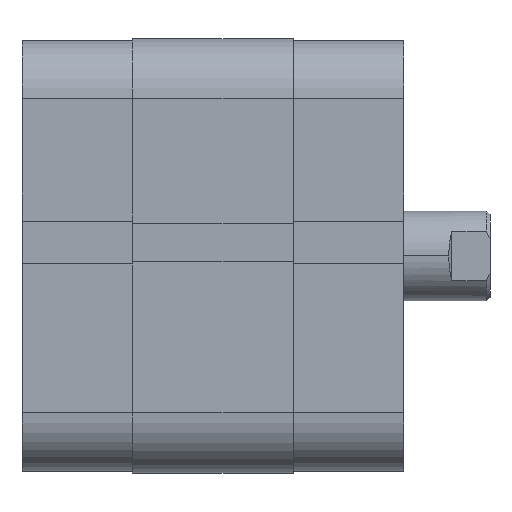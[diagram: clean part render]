
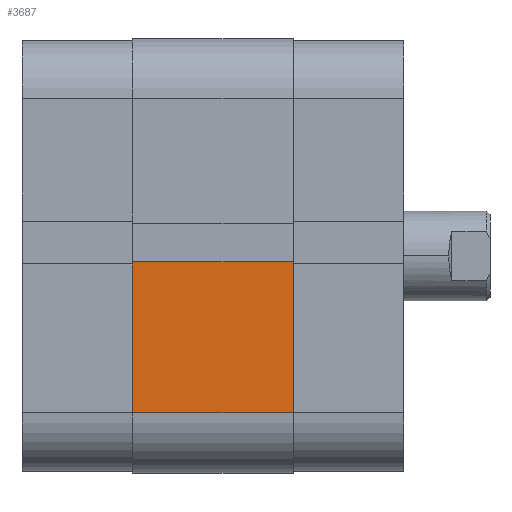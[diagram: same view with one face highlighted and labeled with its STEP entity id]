
A CAD part, top view. The second image highlights one B-rep face of the part: STEP entity #3687.
In plain terms, the highlighted face is planar.
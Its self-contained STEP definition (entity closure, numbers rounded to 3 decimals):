
#548 = PLANE ( 'NONE',  #2355 ) ;
#551 = CARTESIAN_POINT ( 'NONE',  ( 29., -63.941, 21.5 ) ) ;
#557 = DIRECTION ( 'NONE',  ( 1., 0., 0. ) ) ;
#558 = DIRECTION ( 'NONE',  ( 0., 1., 0. ) ) ;
#1133 = CARTESIAN_POINT ( 'NONE',  ( 29., 21., 0. ) ) ;
#1164 = CARTESIAN_POINT ( 'NONE',  ( 29., 0.85, 0. ) ) ;
#1224 = CARTESIAN_POINT ( 'NONE',  ( 29., 21., 21.5 ) ) ;
#1288 = CARTESIAN_POINT ( 'NONE',  ( 29., 0.85, 21.5 ) ) ;
#1681 = EDGE_CURVE ( 'NONE', #5243, #5151, #5049, .T. ) ;
#1730 = EDGE_CURVE ( 'NONE', #5307, #5182, #2553, .T. ) ;
#1746 = EDGE_CURVE ( 'NONE', #5243, #5307, #2567, .T. ) ;
#1795 = EDGE_CURVE ( 'NONE', #5151, #5182, #2647, .T. ) ;
#2355 = AXIS2_PLACEMENT_3D ( 'NONE', #551, #557, #558 ) ;
#2548 = VECTOR ( 'NONE', #5866, 1000. ) ;
#2553 = LINE ( 'NONE', #5858, #2548 ) ;
#2567 = LINE ( 'NONE', #5885, #2572 ) ;
#2572 = VECTOR ( 'NONE', #5890, 1000. ) ;
#2647 = LINE ( 'NONE', #5993, #2650 ) ;
#2650 = VECTOR ( 'NONE', #5996, 1000. ) ;
#3328 = FACE_OUTER_BOUND ( 'NONE', #3992, .T. ) ;
#3687 = ADVANCED_FACE ( 'NONE', ( #3328 ), #548, .T. ) ;
#3992 = EDGE_LOOP ( 'NONE', ( #4217, #4262, #4282, #4245 ) ) ;
#4217 = ORIENTED_EDGE ( 'NONE', *, *, #1795, .F. ) ;
#4245 = ORIENTED_EDGE ( 'NONE', *, *, #1730, .T. ) ;
#4262 = ORIENTED_EDGE ( 'NONE', *, *, #1681, .F. ) ;
#4282 = ORIENTED_EDGE ( 'NONE', *, *, #1746, .T. ) ;
#5014 = VECTOR ( 'NONE', #5760, 1000. ) ;
#5049 = LINE ( 'NONE', #5752, #5014 ) ;
#5151 = VERTEX_POINT ( 'NONE', #1133 ) ;
#5182 = VERTEX_POINT ( 'NONE', #1164 ) ;
#5243 = VERTEX_POINT ( 'NONE', #1224 ) ;
#5307 = VERTEX_POINT ( 'NONE', #1288 ) ;
#5752 = CARTESIAN_POINT ( 'NONE',  ( 29., 21., 21.5 ) ) ;
#5760 = DIRECTION ( 'NONE',  ( 0., 0., -1. ) ) ;
#5858 = CARTESIAN_POINT ( 'NONE',  ( 29., 0.85, 21.5 ) ) ;
#5866 = DIRECTION ( 'NONE',  ( 0., 0., -1. ) ) ;
#5885 = CARTESIAN_POINT ( 'NONE',  ( 29., -63.941, 21.5 ) ) ;
#5890 = DIRECTION ( 'NONE',  ( 0., -1., 0. ) ) ;
#5993 = CARTESIAN_POINT ( 'NONE',  ( 29., -63.941, 0. ) ) ;
#5996 = DIRECTION ( 'NONE',  ( 0., -1., 0. ) ) ;
